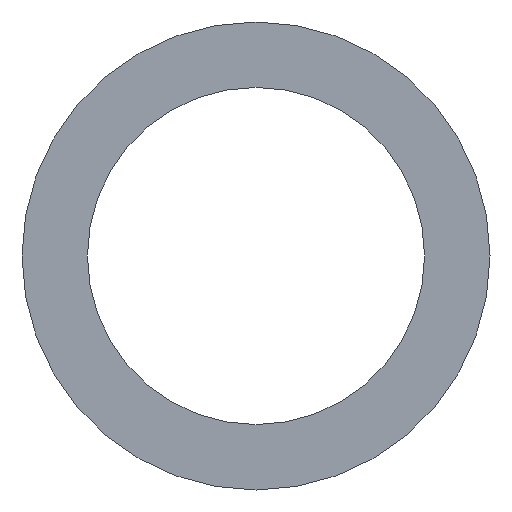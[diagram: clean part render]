
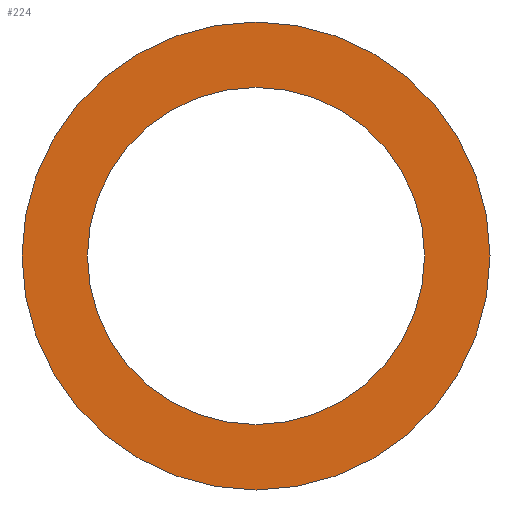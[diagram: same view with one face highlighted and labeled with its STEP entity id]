
A CAD part, front view. The second image highlights one B-rep face of the part: STEP entity #224.
In plain terms, the highlighted planar face has unit normal (0, -1, 0).
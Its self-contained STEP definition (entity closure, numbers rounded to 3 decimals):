
#15 = DIRECTION ( 'NONE',  ( 0., 1., 0. ) ) ;
#22 = CARTESIAN_POINT ( 'NONE',  ( 0., 0., 0. ) ) ;
#27 = DIRECTION ( 'NONE',  ( 0., 1., 0. ) ) ;
#29 = EDGE_CURVE ( 'NONE', #176, #108, #171, .T. ) ;
#32 = CIRCLE ( 'NONE', #168, 4.25 ) ;
#33 = DIRECTION ( 'NONE',  ( 0., 0., 1. ) ) ;
#34 = DIRECTION ( 'NONE',  ( 0., 0., 1. ) ) ;
#46 = ORIENTED_EDGE ( 'NONE', *, *, #29, .T. ) ;
#51 = DIRECTION ( 'NONE',  ( 0., 0., 1. ) ) ;
#72 = CARTESIAN_POINT ( 'NONE',  ( 0., 0., 5.9 ) ) ;
#75 = AXIS2_PLACEMENT_3D ( 'NONE', #22, #27, #33 ) ;
#101 = AXIS2_PLACEMENT_3D ( 'NONE', #246, #231, #34 ) ;
#108 = VERTEX_POINT ( 'NONE', #233 ) ;
#113 = ORIENTED_EDGE ( 'NONE', *, *, #193, .F. ) ;
#119 = AXIS2_PLACEMENT_3D ( 'NONE', #126, #139, #145 ) ;
#125 = VERTEX_POINT ( 'NONE', #174 ) ;
#126 = CARTESIAN_POINT ( 'NONE',  ( 0., 0., 0. ) ) ;
#135 = ORIENTED_EDGE ( 'NONE', *, *, #151, .F. ) ;
#138 = CARTESIAN_POINT ( 'NONE',  ( 0., 0., 0. ) ) ;
#139 = DIRECTION ( 'NONE',  ( 0., 1., 0. ) ) ;
#145 = DIRECTION ( 'NONE',  ( 0., 0., 1. ) ) ;
#151 = EDGE_CURVE ( 'NONE', #160, #125, #194, .T. ) ;
#152 = EDGE_LOOP ( 'NONE', ( #113, #135 ) ) ;
#153 = EDGE_LOOP ( 'NONE', ( #161, #46 ) ) ;
#160 = VERTEX_POINT ( 'NONE', #72 ) ;
#161 = ORIENTED_EDGE ( 'NONE', *, *, #249, .T. ) ;
#168 = AXIS2_PLACEMENT_3D ( 'NONE', #229, #15, #51 ) ;
#171 = CIRCLE ( 'NONE', #119, 4.25 ) ;
#174 = CARTESIAN_POINT ( 'NONE',  ( 0., 0., -5.9 ) ) ;
#176 = VERTEX_POINT ( 'NONE', #179 ) ;
#179 = CARTESIAN_POINT ( 'NONE',  ( 0., 0., 4.25 ) ) ;
#187 = AXIS2_PLACEMENT_3D ( 'NONE', #138, #234, #248 ) ;
#193 = EDGE_CURVE ( 'NONE', #125, #160, #219, .T. ) ;
#194 = CIRCLE ( 'NONE', #75, 5.9 ) ;
#204 = PLANE ( 'NONE',  #187 ) ;
#209 = FACE_OUTER_BOUND ( 'NONE', #152, .T. ) ;
#219 = CIRCLE ( 'NONE', #101, 5.9 ) ;
#223 = FACE_BOUND ( 'NONE', #153, .T. ) ;
#224 = ADVANCED_FACE ( 'NONE', ( #209, #223 ), #204, .F. ) ;
#229 = CARTESIAN_POINT ( 'NONE',  ( 0., 0., 0. ) ) ;
#231 = DIRECTION ( 'NONE',  ( 0., 1., 0. ) ) ;
#233 = CARTESIAN_POINT ( 'NONE',  ( 0., 0., -4.25 ) ) ;
#234 = DIRECTION ( 'NONE',  ( 0., 1., 0. ) ) ;
#246 = CARTESIAN_POINT ( 'NONE',  ( 0., 0., 0. ) ) ;
#248 = DIRECTION ( 'NONE',  ( 0., 0., 1. ) ) ;
#249 = EDGE_CURVE ( 'NONE', #108, #176, #32, .T. ) ;
